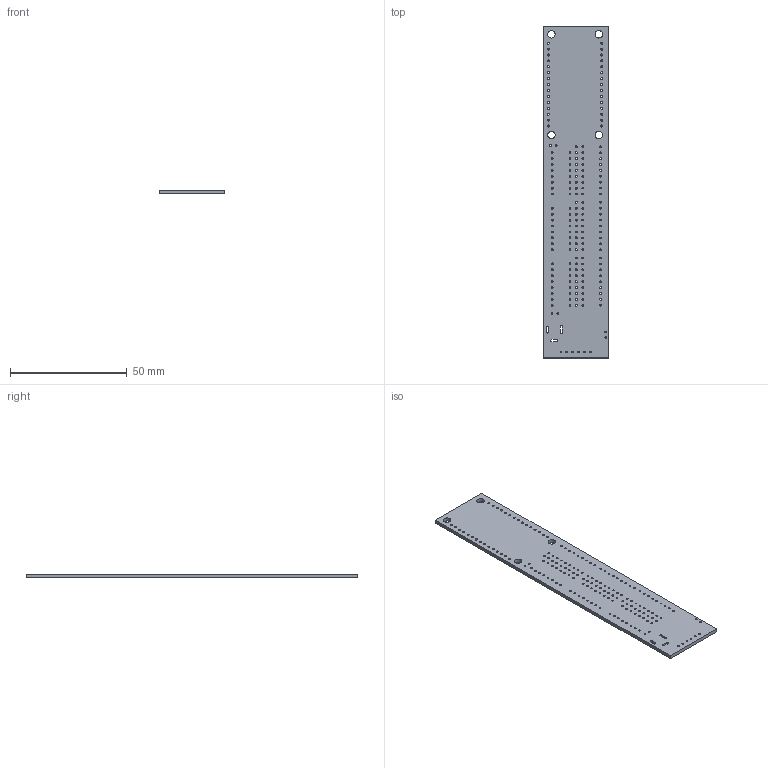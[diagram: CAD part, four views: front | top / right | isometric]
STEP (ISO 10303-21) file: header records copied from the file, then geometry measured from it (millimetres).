
FILE_DESCRIPTION(('KiCad electronic assembly'),'2;1');
FILE_NAME('clockPCB.step','2023-05-18T16:00:20',('Pcbnew'),('Kicad'), 'Open CASCADE STEP processor 7.6','KiCad to STEP converter','Unknown' );
FILE_SCHEMA(('AUTOMOTIVE_DESIGN { 1 0 10303 214 1 1 1 1 }'));
Length unit declared in the file: millimetre
Products named in the file (2): clockPCB 1; PCB
Assembly tree (1 placements, depth 2):
  clockPCB 1
    PCB
Bounding box: 28.19 x 142.49 x 1.58 mm (x, y, z)
Volume: 6151.3 mm3; surface area: 9091.2 mm2
Topology: 1 solids, 1 shells, 253 faces, 753 edges, 502 vertices
Faces by surface type: cylinder 175, plane 78
Full cylindrical faces by diameter (mm): 0.719 x54, 0.762 x6, 0.787 x48, 0.8 x33, 0.889 x30, 3.2 x4
Entity records: 20255 total; most frequent: CARTESIAN_POINT 5116, DIRECTION 2769, LINE 1559, VECTOR 1559, ORIENTED_EDGE 1506, PCURVE 1506, DEFINITIONAL_REPRESENTATION 1506, EDGE_CURVE 753
